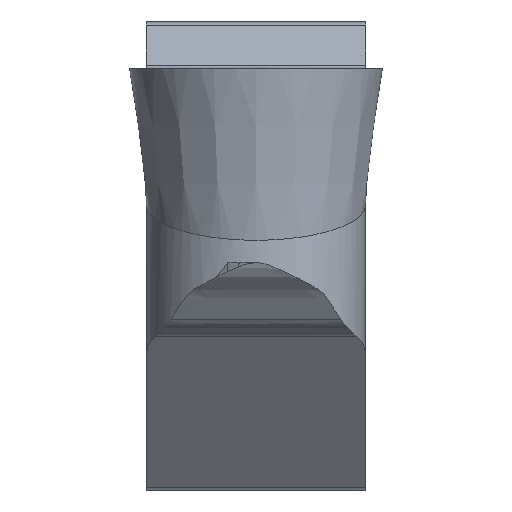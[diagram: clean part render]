
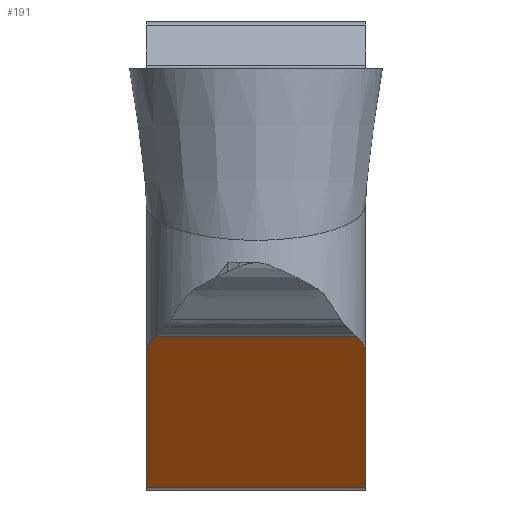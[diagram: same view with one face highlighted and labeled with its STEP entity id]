
A CAD part, front view. The second image highlights one B-rep face of the part: STEP entity #191.
In plain terms, the highlighted planar face has unit normal (0, -0.342, -0.94).
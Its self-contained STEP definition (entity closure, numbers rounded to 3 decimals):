
#54=ELLIPSE('',#656,2.767,2.6);
#55=ELLIPSE('',#657,2.767,2.6);
#66=PLANE('',#676);
#72=LINE('',#1105,#112);
#83=LINE('',#1259,#123);
#102=LINE('',#1527,#149);
#103=LINE('',#1529,#150);
#112=VECTOR('',#697,1.);
#123=VECTOR('',#728,1.);
#149=VECTOR('',#780,1.);
#150=VECTOR('',#783,1.);
#191=ADVANCED_FACE('',(#222),#66,.F.);
#222=FACE_OUTER_BOUND('',#252,.T.);
#252=EDGE_LOOP('',(#400,#401,#402,#403,#404,#405));
#400=ORIENTED_EDGE('',*,*,#511,.F.);
#401=ORIENTED_EDGE('',*,*,#529,.T.);
#402=ORIENTED_EDGE('',*,*,#571,.T.);
#403=ORIENTED_EDGE('',*,*,#520,.T.);
#404=ORIENTED_EDGE('',*,*,#538,.F.);
#405=ORIENTED_EDGE('',*,*,#570,.F.);
#452=VERTEX_POINT('',#1104);
#453=VERTEX_POINT('',#1106);
#461=VERTEX_POINT('',#1125);
#462=VERTEX_POINT('',#1126);
#470=VERTEX_POINT('',#1220);
#478=VERTEX_POINT('',#1258);
#511=EDGE_CURVE('',#452,#453,#72,.T.);
#520=EDGE_CURVE('',#461,#462,#54,.T.);
#529=EDGE_CURVE('',#452,#470,#55,.T.);
#538=EDGE_CURVE('',#478,#462,#83,.T.);
#570=EDGE_CURVE('',#453,#478,#102,.T.);
#571=EDGE_CURVE('',#470,#461,#103,.T.);
#656=AXIS2_PLACEMENT_3D('',#1124,#712,#713);
#657=AXIS2_PLACEMENT_3D('',#1221,#714,#715);
#676=AXIS2_PLACEMENT_3D('',#1530,#784,#785);
#697=DIRECTION('',(0.,0.94,-0.342));
#712=DIRECTION('',(0.,-0.342,-0.94));
#713=DIRECTION('',(0.,0.94,-0.342));
#714=DIRECTION('',(0.,-0.342,-0.94));
#715=DIRECTION('',(0.,0.94,-0.342));
#728=DIRECTION('',(0.,-0.94,0.342));
#780=DIRECTION('',(-1.,0.,0.));
#783=DIRECTION('',(-1.,0.,0.));
#784=DIRECTION('',(0.,0.342,0.94));
#785=DIRECTION('',(0.,-0.94,0.342));
#1104=CARTESIAN_POINT('',(2.6,-4.475,-6.736));
#1105=CARTESIAN_POINT('',(2.6,-2.688,-7.386));
#1106=CARTESIAN_POINT('',(2.6,4.344,-9.946));
#1124=CARTESIAN_POINT('',(0.,-4.475,-6.736));
#1125=CARTESIAN_POINT('',(-2.385,-5.51,-6.359));
#1126=CARTESIAN_POINT('',(-2.6,-4.475,-6.736));
#1220=CARTESIAN_POINT('',(2.385,-5.51,-6.359));
#1221=CARTESIAN_POINT('',(0.,-4.475,-6.736));
#1258=CARTESIAN_POINT('',(-2.6,4.344,-9.946));
#1259=CARTESIAN_POINT('',(-2.6,-2.688,-7.386));
#1527=CARTESIAN_POINT('',(10.6,4.344,-9.946));
#1529=CARTESIAN_POINT('',(10.385,-5.51,-6.359));
#1530=CARTESIAN_POINT('',(10.6,-4.475,-6.736));
